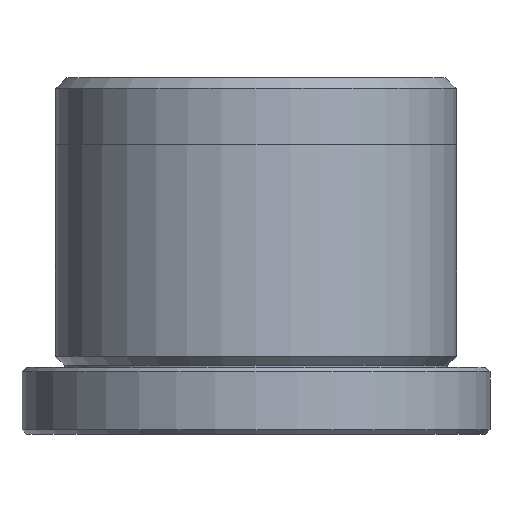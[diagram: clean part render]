
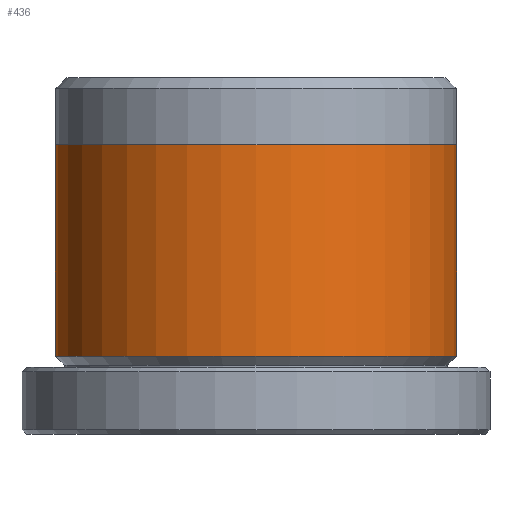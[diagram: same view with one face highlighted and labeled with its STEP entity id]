
A CAD part, front view. The second image highlights one B-rep face of the part: STEP entity #436.
In plain terms, the highlighted cylindrical face has radius 9 mm (diameter 18 mm), a partial arc.
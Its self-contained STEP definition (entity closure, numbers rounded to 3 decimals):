
#36 = EDGE_CURVE ( 'NONE', #883, #786, #1894, .T. ) ;
#249 = FACE_OUTER_BOUND ( 'NONE', #1629, .T. ) ;
#270 = EDGE_CURVE ( 'NONE', #1996, #786, #1853, .T. ) ;
#320 = CARTESIAN_POINT ( 'NONE',  ( 9., 0., 3.5 ) ) ;
#436 = ADVANCED_FACE ( 'NONE', ( #249 ), #2218, .T. ) ;
#469 = EDGE_CURVE ( 'NONE', #2648, #883, #2755, .T. ) ;
#585 = CARTESIAN_POINT ( 'NONE',  ( -9., 0., 13. ) ) ;
#620 = AXIS2_PLACEMENT_3D ( 'NONE', #1952, #976, #938 ) ;
#628 = EDGE_CURVE ( 'NONE', #1996, #2648, #735, .T. ) ;
#664 = ORIENTED_EDGE ( 'NONE', *, *, #270, .T. ) ;
#735 = CIRCLE ( 'NONE', #1063, 9. ) ;
#738 = AXIS2_PLACEMENT_3D ( 'NONE', #3087, #3078, #1369 ) ;
#761 = DIRECTION ( 'NONE',  ( 0., 0., -1. ) ) ;
#786 = VERTEX_POINT ( 'NONE', #1619 ) ;
#822 = CARTESIAN_POINT ( 'NONE',  ( -9., 0., 16. ) ) ;
#883 = VERTEX_POINT ( 'NONE', #320 ) ;
#938 = DIRECTION ( 'NONE',  ( -1., 0., 0. ) ) ;
#976 = DIRECTION ( 'NONE',  ( 0., 0., -1. ) ) ;
#1009 = ORIENTED_EDGE ( 'NONE', *, *, #36, .F. ) ;
#1063 = AXIS2_PLACEMENT_3D ( 'NONE', #2406, #2392, #2381 ) ;
#1306 = CARTESIAN_POINT ( 'NONE',  ( 9., 0., 13. ) ) ;
#1369 = DIRECTION ( 'NONE',  ( -1., 0., 0. ) ) ;
#1510 = ORIENTED_EDGE ( 'NONE', *, *, #628, .F. ) ;
#1619 = CARTESIAN_POINT ( 'NONE',  ( -9., 0., 3.5 ) ) ;
#1629 = EDGE_LOOP ( 'NONE', ( #2460, #1510, #664, #1009 ) ) ;
#1853 = LINE ( 'NONE', #822, #3063 ) ;
#1894 = CIRCLE ( 'NONE', #620, 9. ) ;
#1952 = CARTESIAN_POINT ( 'NONE',  ( 0., 0., 3.5 ) ) ;
#1996 = VERTEX_POINT ( 'NONE', #585 ) ;
#2134 = VECTOR ( 'NONE', #2380, 1000. ) ;
#2218 = CYLINDRICAL_SURFACE ( 'NONE', #738, 9. ) ;
#2368 = CARTESIAN_POINT ( 'NONE',  ( 9., 0., 16. ) ) ;
#2380 = DIRECTION ( 'NONE',  ( 0., 0., -1. ) ) ;
#2381 = DIRECTION ( 'NONE',  ( 1., 0., 0. ) ) ;
#2392 = DIRECTION ( 'NONE',  ( 0., 0., 1. ) ) ;
#2406 = CARTESIAN_POINT ( 'NONE',  ( 0., 0., 13. ) ) ;
#2460 = ORIENTED_EDGE ( 'NONE', *, *, #469, .F. ) ;
#2648 = VERTEX_POINT ( 'NONE', #1306 ) ;
#2755 = LINE ( 'NONE', #2368, #2134 ) ;
#3063 = VECTOR ( 'NONE', #761, 1000. ) ;
#3078 = DIRECTION ( 'NONE',  ( 0., 0., -1. ) ) ;
#3087 = CARTESIAN_POINT ( 'NONE',  ( 0., 0., 16. ) ) ;
